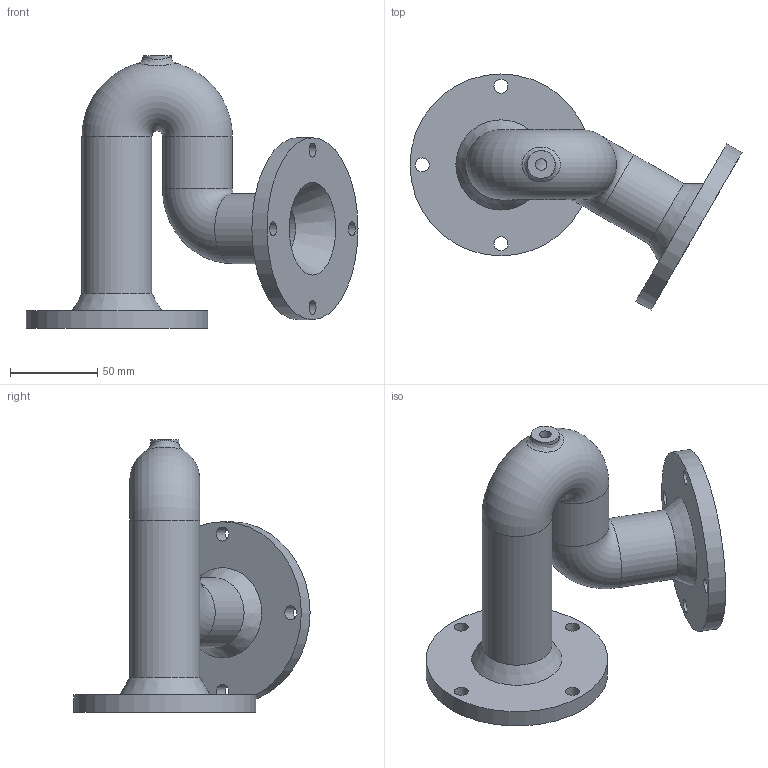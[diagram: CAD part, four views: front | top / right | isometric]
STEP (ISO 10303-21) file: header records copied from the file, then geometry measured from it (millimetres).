
FILE_DESCRIPTION(/* description */ (''),/* implementation_level */ '2;1');
FILE_NAME(/* name */ 'Part 061.stp',/* time_stamp */ '2015-02-23T17:44:44+02:00',/* author */ ('SFC'),/* organization */ (''),/* preprocessor_version */ 'ST-DEVELOPER v15.2',/* originating_system */ 'Autodesk Inventor 2014',/* authorisation */ '');
FILE_SCHEMA (('AUTOMOTIVE_DESIGN { 1 0 10303 214 3 1 1 }'));
Length unit declared in the file: millimetre
Products named in the file (1): Part 061
Bounding box: 189.82 x 135.03 x 156 mm (x, y, z)
Volume: 287558.9 mm3; surface area: 100226.7 mm2
Topology: 1 solids, 1 shells, 32 faces, 82 edges, 55 vertices
Faces by surface type: cylinder 18, plane 5, torus 4, cone 4, bspline 1
Full cylindrical faces by diameter (mm): 6.647 x1, 8 x8, 16 x1, 30 x3, 40 x3, 104 x2
Entity records: 984 total; most frequent: CARTESIAN_POINT 287, DIRECTION 142, ORIENTED_EDGE 84, EDGE_LOOP 81, AXIS2_PLACEMENT_3D 71, FACE_BOUND 55, EDGE_CURVE 42, VERTEX_POINT 41
